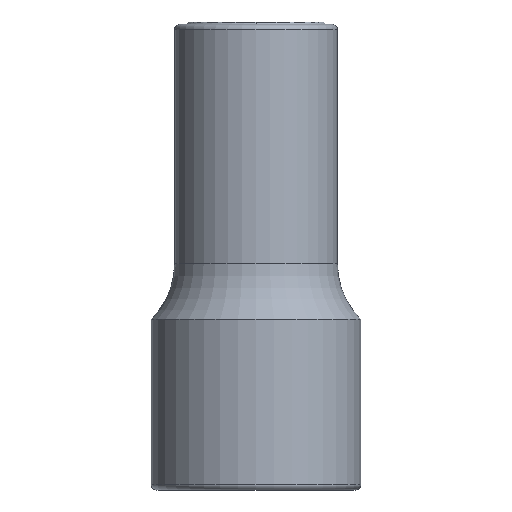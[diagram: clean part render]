
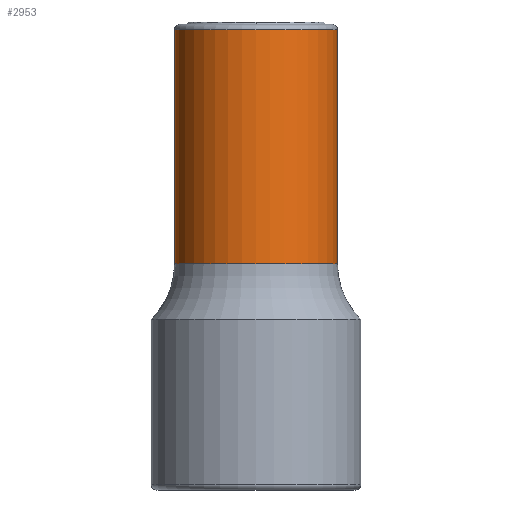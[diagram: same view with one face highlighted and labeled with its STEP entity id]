
A CAD part, front view. The second image highlights one B-rep face of the part: STEP entity #2953.
In plain terms, the highlighted cylindrical face has radius 10.5 mm (diameter 21 mm), a partial arc.
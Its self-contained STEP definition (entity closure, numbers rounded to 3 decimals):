
#2420=DIRECTION('',(0.,0.,1.));
#2421=VECTOR('',#2420,30.159);
#2422=CARTESIAN_POINT('',(-10.5,0.,28.841));
#2423=LINE('',#2422,#2421);
#2521=CARTESIAN_POINT('',(0.,0.,59.));
#2522=DIRECTION('',(0.,0.,1.));
#2523=DIRECTION('',(1.,0.,0.));
#2524=AXIS2_PLACEMENT_3D('',#2521,#2522,#2523);
#2529=CARTESIAN_POINT('',(0.,0.,28.841));
#2530=DIRECTION('',(0.,0.,1.));
#2531=DIRECTION('',(1.,0.,0.));
#2532=AXIS2_PLACEMENT_3D('',#2529,#2530,#2531);
#2537=DIRECTION('',(0.,0.,1.));
#2538=VECTOR('',#2537,30.159);
#2539=CARTESIAN_POINT('',(10.5,0.,28.841));
#2540=LINE('',#2539,#2538);
#2548=CARTESIAN_POINT('',(-10.5,0.,28.841));
#2549=CARTESIAN_POINT('',(10.5,0.,28.841));
#2550=VERTEX_POINT('',#2548);
#2551=VERTEX_POINT('',#2549);
#2572=CARTESIAN_POINT('',(10.5,0.,59.));
#2573=CARTESIAN_POINT('',(-10.5,0.,59.));
#2574=VERTEX_POINT('',#2572);
#2575=VERTEX_POINT('',#2573);
#2942=CARTESIAN_POINT('',(0.,0.,21.7));
#2943=DIRECTION('',(0.,0.,1.));
#2944=DIRECTION('',(1.,0.,0.));
#2945=AXIS2_PLACEMENT_3D('',#2942,#2943,#2944);
#2946=CYLINDRICAL_SURFACE('',#2945,10.5);
#2947=ORIENTED_EDGE('',*,*,#2936,.T.);
#2948=ORIENTED_EDGE('',*,*,#2838,.F.);
#2949=ORIENTED_EDGE('',*,*,#2808,.F.);
#2950=ORIENTED_EDGE('',*,*,#2835,.T.);
#2951=EDGE_LOOP('',(#2947,#2948,#2949,#2950));
#2952=FACE_OUTER_BOUND('',#2951,.F.);
#2953=ADVANCED_FACE('',(#2952),#2946,.T.);
#2525=CIRCLE('',#2524,10.5);
#2533=CIRCLE('',#2532,10.5);
#2808=EDGE_CURVE('',#2551,#2550,#2533,.T.);
#2835=EDGE_CURVE('',#2551,#2574,#2540,.T.);
#2838=EDGE_CURVE('',#2550,#2575,#2423,.T.);
#2936=EDGE_CURVE('',#2574,#2575,#2525,.T.);
